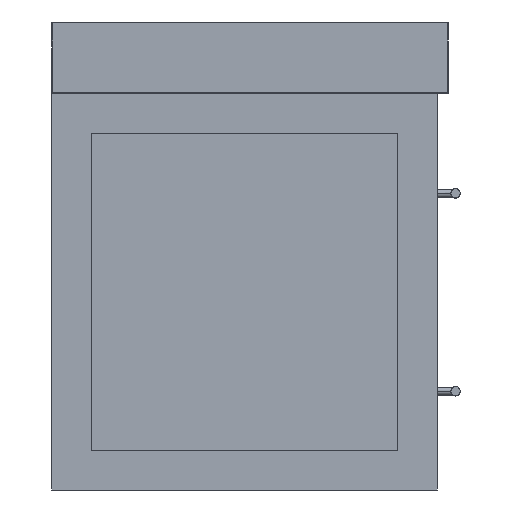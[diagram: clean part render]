
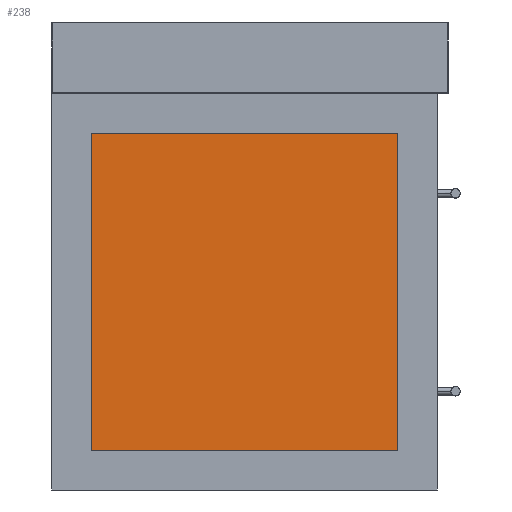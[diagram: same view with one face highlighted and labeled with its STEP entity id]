
A CAD part, left-side view. The second image highlights one B-rep face of the part: STEP entity #238.
In plain terms, the highlighted planar face has unit normal (-1, 0, 0).
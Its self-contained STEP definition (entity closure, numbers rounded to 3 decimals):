
#238=ADVANCED_FACE('',(#429),#2417,.T.);
#429=FACE_OUTER_BOUND('',#596,.T.);
#596=EDGE_LOOP('',(#1031,#1032,#1033,#1034));
#1031=ORIENTED_EDGE('',*,*,#1555,.T.);
#1032=ORIENTED_EDGE('',*,*,#1561,.T.);
#1033=ORIENTED_EDGE('',*,*,#1559,.T.);
#1034=ORIENTED_EDGE('',*,*,#1557,.T.);
#1555=EDGE_CURVE('',#2188,#2187,#1958,.T.);
#1557=EDGE_CURVE('',#2189,#2188,#1960,.T.);
#1559=EDGE_CURVE('',#2190,#2189,#1962,.T.);
#1561=EDGE_CURVE('',#2187,#2190,#1964,.T.);
#1958=B_SPLINE_CURVE_WITH_KNOTS('',1,(#4103,#4104),.UNSPECIFIED.,.F.,.F.,
(2,2),(-386.,0.),.UNSPECIFIED.);
#1960=B_SPLINE_CURVE_WITH_KNOTS('',1,(#4107,#4108),.UNSPECIFIED.,.F.,.F.,
(2,2),(-400.,0.),.UNSPECIFIED.);
#1962=B_SPLINE_CURVE_WITH_KNOTS('',1,(#4111,#4112),.UNSPECIFIED.,.F.,.F.,
(2,2),(-386.,0.),.UNSPECIFIED.);
#1964=B_SPLINE_CURVE_WITH_KNOTS('',1,(#4115,#4116),.UNSPECIFIED.,.F.,.F.,
(2,2),(-400.,0.),.UNSPECIFIED.);
#2187=VERTEX_POINT('',#4065);
#2188=VERTEX_POINT('',#4066);
#2189=VERTEX_POINT('',#4067);
#2190=VERTEX_POINT('',#4068);
#2417=PLANE('',#2737);
#2737=AXIS2_PLACEMENT_3D('',#4052,#2926,$);
#2926=DIRECTION('',(-1.,0.,0.));
#4052=CARTESIAN_POINT('',(-741.,240.,11.4));
#4065=CARTESIAN_POINT('',(-741.,200.,50.));
#4066=CARTESIAN_POINT('',(-741.,200.,436.));
#4067=CARTESIAN_POINT('',(-741.,-200.,436.));
#4068=CARTESIAN_POINT('',(-741.,-200.,50.));
#4103=CARTESIAN_POINT('',(-741.,200.,436.));
#4104=CARTESIAN_POINT('',(-741.,200.,50.));
#4107=CARTESIAN_POINT('',(-741.,-200.,436.));
#4108=CARTESIAN_POINT('',(-741.,200.,436.));
#4111=CARTESIAN_POINT('',(-741.,-200.,50.));
#4112=CARTESIAN_POINT('',(-741.,-200.,436.));
#4115=CARTESIAN_POINT('',(-741.,200.,50.));
#4116=CARTESIAN_POINT('',(-741.,-200.,50.));
